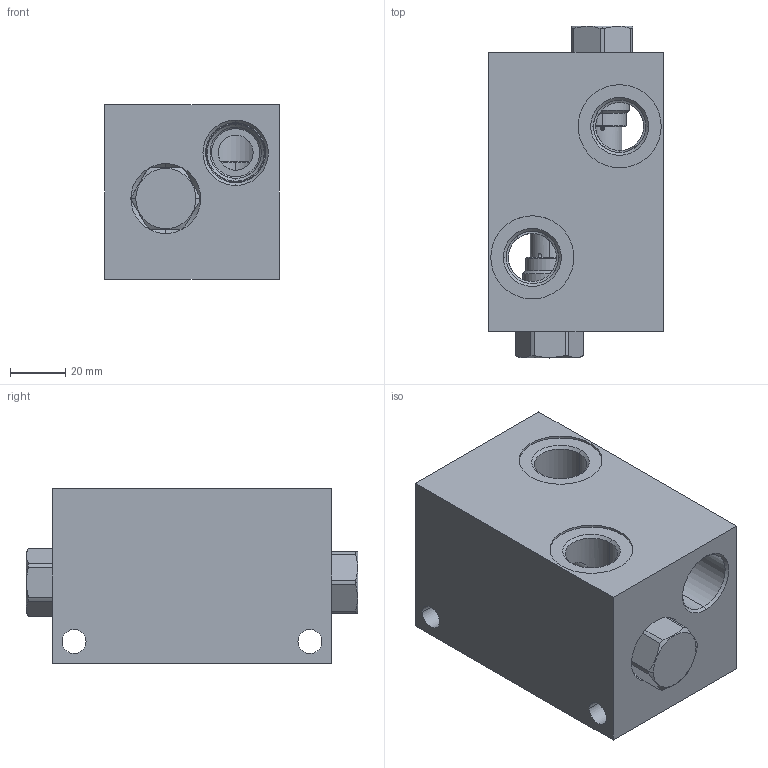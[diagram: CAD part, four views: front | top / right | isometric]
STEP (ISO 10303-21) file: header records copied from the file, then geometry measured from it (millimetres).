
FILE_DESCRIPTION((''),'2;1');
FILE_NAME('E8V_ASM','2019-10-31T',('ProEService'),(''),'PRO/ENGINEER BY PARAMETRIC TECHNOLOGY CORPORATION, 2014200','PRO/ENGINEER BY PARAMETRIC TECHNOLOGY CORPORATION, 2014200','');
FILE_SCHEMA(('CONFIG_CONTROL_DESIGN'));
Length unit declared in the file: inch
Products named in the file (3): 150-839-009; CXDAXCN; E8V_ASM
Assembly tree (3 placements, depth 2):
  E8V_ASM
    150-839-009
    CXDAXCN  x2
Bounding box: 63.5 x 120.65 x 63.5 mm (x, y, z)
Volume: 316277.5 mm3; surface area: 68843 mm2
Topology: 7 solids, 7 shells, 425 faces, 1363 edges, 1110 vertices
Faces by surface type: cylinder 189, cone 90, plane 64, torus 44, bspline 22, revolution 16
Entity records: 17621 total; most frequent: CARTESIAN_POINT 8767, DIRECTION 1850, ORIENTED_EDGE 1406, EDGE_CURVE 703, AXIS2_PLACEMENT_3D 623, VECTOR 596, LINE 596, VERTEX_POINT 428
